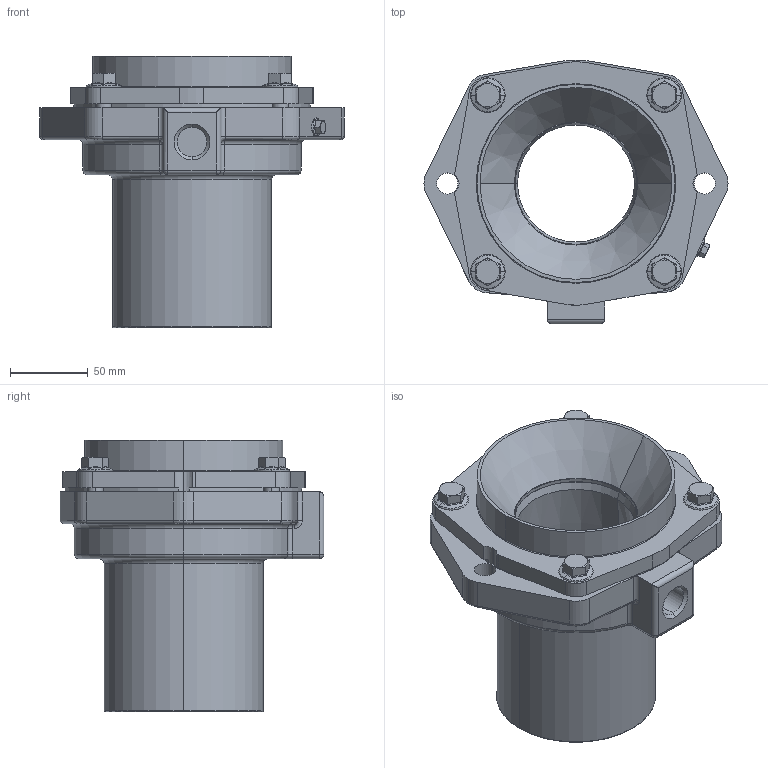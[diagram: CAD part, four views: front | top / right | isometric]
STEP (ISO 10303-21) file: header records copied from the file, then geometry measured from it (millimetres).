
FILE_DESCRIPTION (( 'STEP AP214' ), '1' );
FILE_NAME ('assieme amplificatore d''aria 904BSP.STEP', '2013-02-10T16:57:38', ( 'PC' ), ( '' ), 'SwSTEP 2.0', 'SolidWorks 2012', '' );
FILE_SCHEMA (( 'AUTOMOTIVE_DESIGN' ));
Length unit declared in the file: millimetre
Products named in the file (5): DIN 6921 - M5 x 20 x 20-C_DIN 6921 - M5 x 20 x 20-C; DIN 6921 - M10 x 30 x 30-C_DIN 6921 - M10 x 30 x 30-C; cono amplificatore d''aria  904BSP; amplificatore d''aria BASE   904BSP; assieme amplificatore d''aria  904BSP
Assembly tree (7 placements, depth 2):
  assieme amplificatore d''aria  904BSP
    amplificatore d''aria BASE   904BSP
    cono amplificatore d''aria  904BSP
    DIN 6921 - M10 x 30 x 30-C_DIN 6921 - M10 x 30 x 30-C  x4
    DIN 6921 - M5 x 20 x 20-C_DIN 6921 - M5 x 20 x 20-C
Bounding box: 195 x 169.18 x 173.9 mm (x, y, z)
Volume: 1129701.1 mm3; surface area: 193544.1 mm2
Topology: 7 solids, 7 shells, 296 faces, 696 edges, 416 vertices
Faces by surface type: cylinder 89, plane 75, cone 62, torus 34, bspline 32, sphere 4
Entity records: 7023 total; most frequent: CARTESIAN_POINT 1701, DIRECTION 1101, ORIENTED_EDGE 1012, EDGE_CURVE 506, AXIS2_PLACEMENT_3D 460, VERTEX_POINT 308, CIRCLE 255, EDGE_LOOP 236
